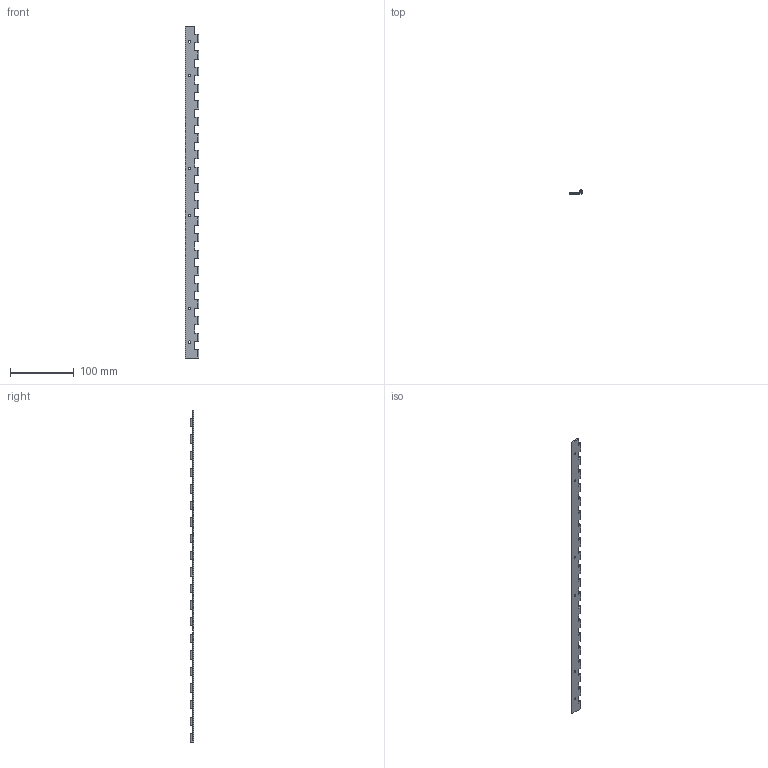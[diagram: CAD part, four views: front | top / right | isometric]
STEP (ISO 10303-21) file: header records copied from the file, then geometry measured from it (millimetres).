
FILE_DESCRIPTION((''),'2;1');
FILE_NAME('Panneau_Charnière.stp','2009-02-12T21:38:46',('Alex_Cyril'),(''),'Autodesk Inventor 11','Autodesk Inventor 11','');
FILE_SCHEMA(('AUTOMOTIVE_DESIGN { 1 0 10303 214 1 1 1 1 }'));
Length unit declared in the file: millimetre
Products named in the file (1): Panneau_Charnière
Bounding box: 21.77 x 5.99 x 520 mm (x, y, z)
Volume: 17758.2 mm3; surface area: 26640.4 mm2
Topology: 1 solids, 1 shells, 130 faces, 390 edges, 262 vertices
Faces by surface type: plane 84, cylinder 40, bspline 6
Entity records: 4435 total; most frequent: CARTESIAN_POINT 867, ORIENTED_EDGE 756, DIRECTION 720, EDGE_CURVE 378, VECTOR 286, LINE 286, VERTEX_POINT 256, AXIS2_PLACEMENT_3D 217
